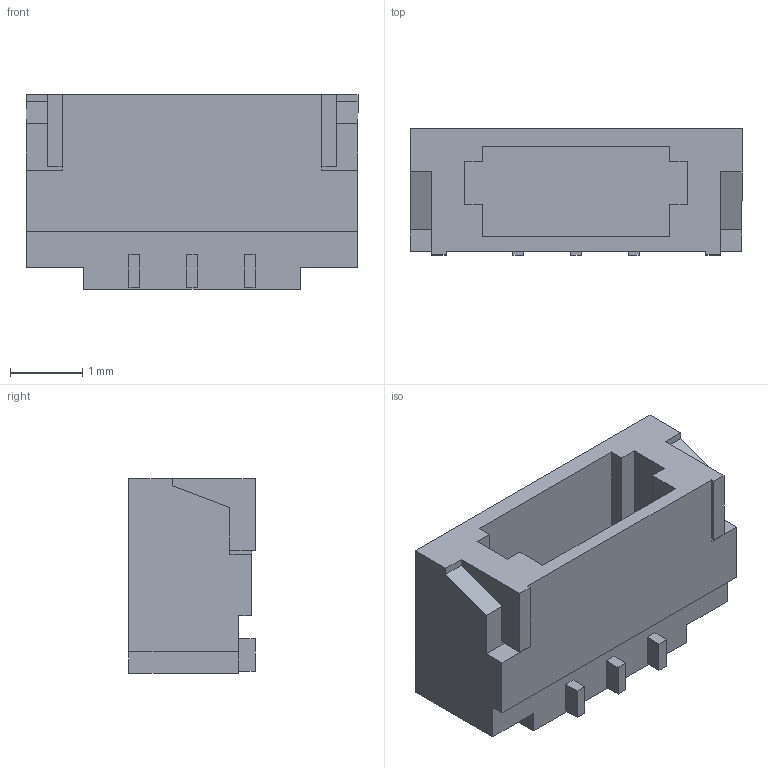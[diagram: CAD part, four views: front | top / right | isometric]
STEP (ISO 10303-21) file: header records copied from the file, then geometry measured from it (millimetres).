
FILE_DESCRIPTION (( 'STEP AP214' ), '1' );
FILE_NAME ('SM03B-SURS-TF.STEP', '2010-06-18T02:01:28', ( ' ' ), ( ' ' ), 'SwSTEP 2.0', 'SolidWorks 2005235', '' );
FILE_SCHEMA (( 'AUTOMOTIVE_DESIGN' ));
Length unit declared in the file: millimetre
Products named in the file (1): SM03B-SURS-TF
Bounding box: 4.6 x 1.75 x 2.7 mm (x, y, z)
Volume: 13.5 mm3; surface area: 64.3 mm2
Topology: 1 solids, 1 shells, 58 faces, 154 edges, 102 vertices
Faces by surface type: plane 58
Entity records: 2423 total; most frequent: CARTESIAN_POINT 315, ORIENTED_EDGE 308, DIRECTION 272, LINE 154, VECTOR 154, EDGE_CURVE 154, VERTEX_POINT 102, EDGE_LOOP 62
